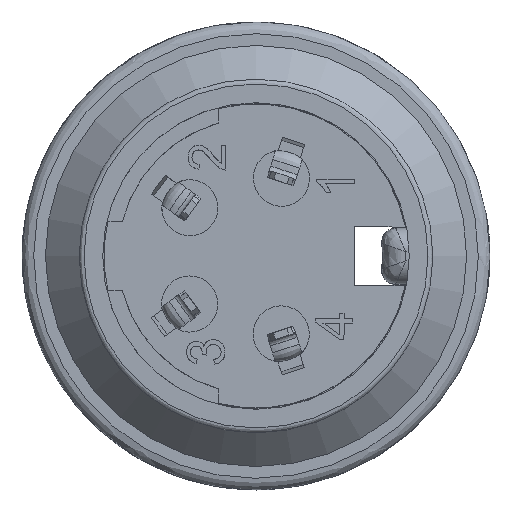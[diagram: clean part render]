
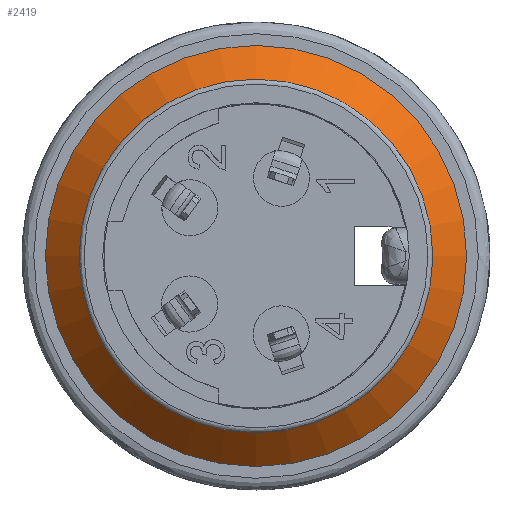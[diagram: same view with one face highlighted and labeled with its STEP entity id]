
A CAD part, left-side view. The second image highlights one B-rep face of the part: STEP entity #2419.
In plain terms, the highlighted conical face has half-angle 45 degrees and reference radius 7.55 mm.
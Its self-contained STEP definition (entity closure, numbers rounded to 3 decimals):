
#1675=CONICAL_SURFACE('',#7250,7.55,45.);
#2419=ADVANCED_FACE('',(#3640,#3641),#1675,.T.);
#3640=FACE_BOUND('',#3752,.T.);
#3641=FACE_BOUND('',#3753,.T.);
#3752=EDGE_LOOP('',(#4299));
#3753=EDGE_LOOP('',(#4300));
#4299=ORIENTED_EDGE('',*,*,#6387,.T.);
#4300=ORIENTED_EDGE('',*,*,#6388,.F.);
#5820=VERTEX_POINT('',#10589);
#5821=VERTEX_POINT('',#10592);
#6387=EDGE_CURVE('',#5820,#5820,#7089,.T.);
#6388=EDGE_CURVE('',#5821,#5821,#7090,.T.);
#7089=CIRCLE('',#7247,7.55);
#7090=CIRCLE('',#7249,9.);
#7247=AXIS2_PLACEMENT_3D('',#10588,#7710,#7711);
#7249=AXIS2_PLACEMENT_3D('',#10591,#7714,#7715);
#7250=AXIS2_PLACEMENT_3D('',#10593,#7716,#7717);
#7710=DIRECTION('',(1.,0.,0.));
#7711=DIRECTION('',(0.,-1.,-0.002));
#7714=DIRECTION('',(1.,0.,0.));
#7715=DIRECTION('',(0.,-1.,-0.002));
#7716=DIRECTION('',(1.,0.,0.));
#7717=DIRECTION('',(0.,-1.,-0.002));
#10588=CARTESIAN_POINT('',(-3.45,0.,0.));
#10589=CARTESIAN_POINT('',(-3.45,-7.55,-0.014));
#10591=CARTESIAN_POINT('',(-2.,0.,0.));
#10592=CARTESIAN_POINT('',(-2.,-9.,-0.017));
#10593=CARTESIAN_POINT('',(-3.45,0.,0.));
